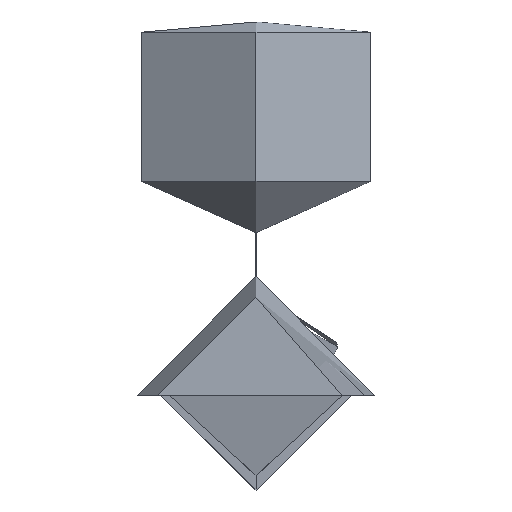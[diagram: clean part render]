
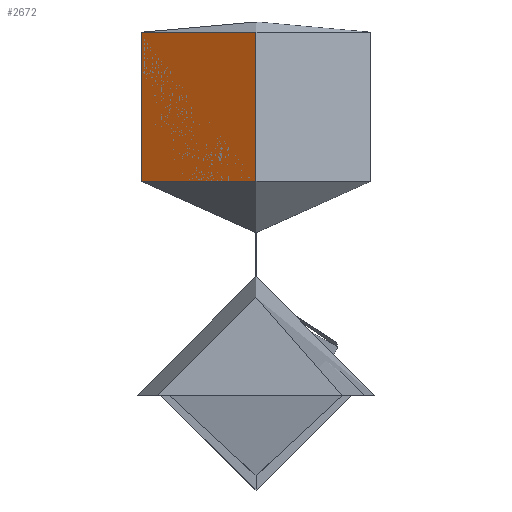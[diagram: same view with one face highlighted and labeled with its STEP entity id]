
A CAD part, left-side view. The second image highlights one B-rep face of the part: STEP entity #2672.
In plain terms, the highlighted free-form (B-spline) face has degree [1, 1] with [2, 2] control points.
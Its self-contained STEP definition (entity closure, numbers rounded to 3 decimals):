
#2529 = VERTEX_POINT('',#2530);
#2530 = CARTESIAN_POINT('',(6.928,1.072,-12.));
#2538 = EDGE_CURVE('',#2539,#2529,#2541,.T.);
#2539 = VERTEX_POINT('',#2540);
#2540 = CARTESIAN_POINT('',(13.857,1.072,0.)
  );
#2541 = ( BOUNDED_CURVE() B_SPLINE_CURVE(2,(#2542,#2543,#2544),
.UNSPECIFIED.,.F.,.F.) B_SPLINE_CURVE_WITH_KNOTS((3,3),(0.,
1.402),.PIECEWISE_BEZIER_KNOTS.) CURVE() 
GEOMETRIC_REPRESENTATION_ITEM() RATIONAL_B_SPLINE_CURVE((1.,
1.155,1.)) REPRESENTATION_ITEM('') );
#2542 = CARTESIAN_POINT('',(13.857,1.072,0.));
#2543 = CARTESIAN_POINT('',(10.392,-0.928,-6.));
#2544 = CARTESIAN_POINT('',(6.928,1.072,-12.));
#2654 = EDGE_CURVE('',#2655,#2539,#2657,.T.);
#2655 = VERTEX_POINT('',#2656);
#2656 = CARTESIAN_POINT('',(13.857,16.644,0.));
#2657 = B_SPLINE_CURVE_WITH_KNOTS('',1,(#2658,#2659),.UNSPECIFIED.,.F.,
  .F.,(2,2),(-0.832,0.725),.PIECEWISE_BEZIER_KNOTS.);
#2658 = CARTESIAN_POINT('',(13.857,16.644,0.));
#2659 = CARTESIAN_POINT('',(13.857,1.072,0.)
  );
#2672 = ADVANCED_FACE('',(#2673),#2690,.T.);
#2673 = FACE_BOUND('',#2674,.T.);
#2674 = EDGE_LOOP('',(#2675,#2676,#2683,#2689));
#2675 = ORIENTED_EDGE('',*,*,#2538,.T.);
#2676 = ORIENTED_EDGE('',*,*,#2677,.T.);
#2677 = EDGE_CURVE('',#2529,#2678,#2680,.T.);
#2678 = VERTEX_POINT('',#2679);
#2679 = CARTESIAN_POINT('',(6.928,16.644,-12.));
#2680 = B_SPLINE_CURVE_WITH_KNOTS('',1,(#2681,#2682),.UNSPECIFIED.,.F.,
  .F.,(2,2),(-0.725,0.832),.PIECEWISE_BEZIER_KNOTS.);
#2681 = CARTESIAN_POINT('',(6.928,1.072,-12.));
#2682 = CARTESIAN_POINT('',(6.928,16.644,-12.));
#2683 = ORIENTED_EDGE('',*,*,#2684,.F.);
#2684 = EDGE_CURVE('',#2655,#2678,#2685,.T.);
#2685 = ( BOUNDED_CURVE() B_SPLINE_CURVE(2,(#2686,#2687,#2688),
.UNSPECIFIED.,.F.,.F.) B_SPLINE_CURVE_WITH_KNOTS((3,3),(0.,
1.435),.PIECEWISE_BEZIER_KNOTS.) CURVE() 
GEOMETRIC_REPRESENTATION_ITEM() RATIONAL_B_SPLINE_CURVE((1.,
1.155,1.)) REPRESENTATION_ITEM('') );
#2686 = CARTESIAN_POINT('',(13.857,16.644,0.));
#2687 = CARTESIAN_POINT('',(10.392,20.108,-6.));
#2688 = CARTESIAN_POINT('',(6.928,16.644,-12.));
#2689 = ORIENTED_EDGE('',*,*,#2654,.T.);
#2690 = B_SPLINE_SURFACE_WITH_KNOTS('',1,1,(
    (#2691,#2692)
    ,(#2693,#2694
    )),.UNSPECIFIED.,.F.,.F.,.F.,(2,2),(2,2),(-1.387,
    0.001),(-0.094,2.012),
  .PIECEWISE_BEZIER_KNOTS.);
#2691 = CARTESIAN_POINT('',(13.862,-0.938,0.009)
  );
#2692 = CARTESIAN_POINT('',(13.862,20.118,0.009));
#2693 = CARTESIAN_POINT('',(6.923,-0.938,-12.009));
#2694 = CARTESIAN_POINT('',(6.923,20.118,-12.009));
